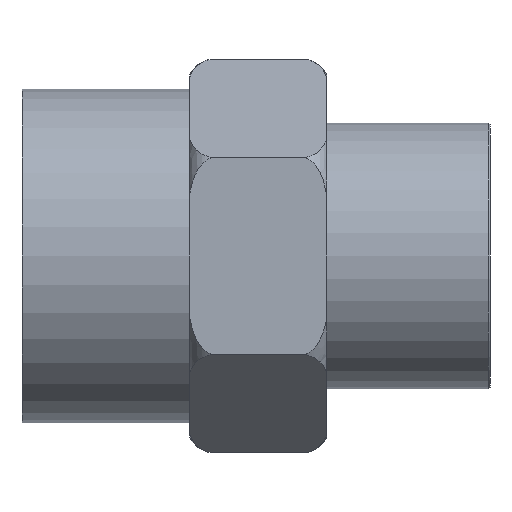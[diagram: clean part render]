
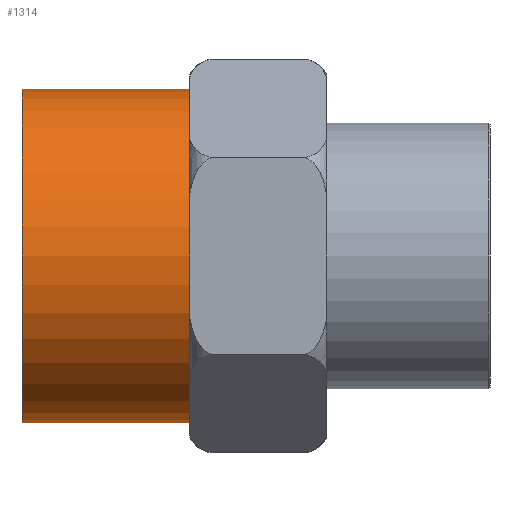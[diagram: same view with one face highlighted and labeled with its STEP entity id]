
A CAD part, front view. The second image highlights one B-rep face of the part: STEP entity #1314.
In plain terms, the highlighted cylindrical face has radius 11.65 mm (diameter 23.3 mm), a full revolution.
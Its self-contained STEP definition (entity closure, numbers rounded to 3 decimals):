
#58=CYLINDRICAL_SURFACE('',#1398,11.65);
#64=CIRCLE('',#1395,11.65);
#65=CIRCLE('',#1396,11.65);
#67=CIRCLE('',#1399,11.65);
#104=FACE_OUTER_BOUND('',#181,.T.);
#181=EDGE_LOOP('',(#863,#864,#865,#866,#867));
#375=LINE('',#1898,#437);
#437=VECTOR('',#1525,14.288);
#503=VERTEX_POINT('',#1839);
#504=VERTEX_POINT('',#1841);
#507=VERTEX_POINT('',#1896);
#645=EDGE_CURVE('',#504,#503,#64,.T.);
#646=EDGE_CURVE('',#503,#504,#65,.T.);
#650=EDGE_CURVE('',#507,#507,#67,.T.);
#651=EDGE_CURVE('',#507,#504,#375,.T.);
#863=ORIENTED_EDGE('',*,*,#650,.F.);
#864=ORIENTED_EDGE('',*,*,#651,.T.);
#865=ORIENTED_EDGE('',*,*,#645,.T.);
#866=ORIENTED_EDGE('',*,*,#646,.T.);
#867=ORIENTED_EDGE('',*,*,#651,.F.);
#1314=ADVANCED_FACE('',(#104),#58,.T.);
#1395=AXIS2_PLACEMENT_3D('',#1842,#1515,#1516);
#1396=AXIS2_PLACEMENT_3D('',#1843,#1517,#1518);
#1398=AXIS2_PLACEMENT_3D('',#1895,#1521,#1522);
#1399=AXIS2_PLACEMENT_3D('',#1897,#1523,#1524);
#1515=DIRECTION('center_axis',(1.,0.,0.));
#1516=DIRECTION('ref_axis',(0.,0.,-1.));
#1517=DIRECTION('center_axis',(1.,0.,0.));
#1518=DIRECTION('ref_axis',(0.,0.,-1.));
#1521=DIRECTION('center_axis',(1.,0.,0.));
#1522=DIRECTION('ref_axis',(0.,0.,-1.));
#1523=DIRECTION('center_axis',(1.,0.,0.));
#1524=DIRECTION('ref_axis',(0.,0.,-1.));
#1525=DIRECTION('',(-1.,0.,0.));
#1839=CARTESIAN_POINT('',(0.,0.,-11.65));
#1841=CARTESIAN_POINT('',(0.,0.,11.65));
#1842=CARTESIAN_POINT('Origin',(0.,0.,0.));
#1843=CARTESIAN_POINT('Origin',(0.,0.,0.));
#1895=CARTESIAN_POINT('Origin',(-13.302,0.,0.));
#1896=CARTESIAN_POINT('',(11.698,0.,11.65));
#1897=CARTESIAN_POINT('Origin',(11.698,0.,0.));
#1898=CARTESIAN_POINT('',(-13.302,0.,11.65));
